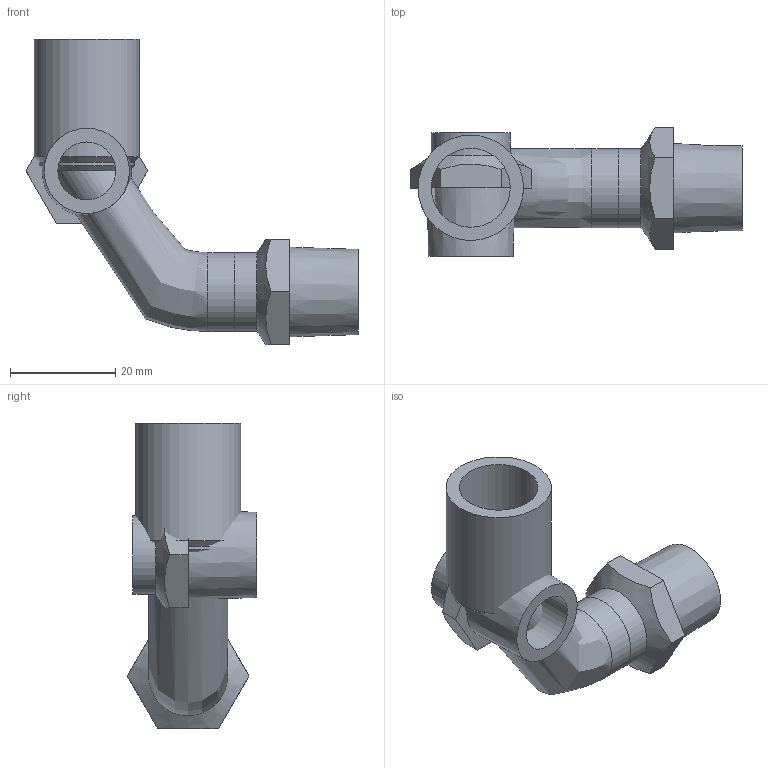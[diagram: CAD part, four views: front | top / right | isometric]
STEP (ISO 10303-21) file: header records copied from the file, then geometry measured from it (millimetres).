
FILE_DESCRIPTION( ( 'Unknown' ), '1' );
FILE_NAME( 'F39R3-8DN15.stp', 'Unknown', ( 'Unknown' ), ( 'Unknown' ), 'PSStep 14.0', 'Unknown', ' ' );
FILE_SCHEMA( ( 'AUTOMOTIVE_DESIGN { 1 0 10303 214 1 1 1 1 }' ) );
Length unit declared in the file: millimetre
Products named in the file (3): Assem1; COD90MHDN15corteGEN; ROSCAM3-8_15GEN
Bounding box: 63.05 x 24.55 x 57.99 mm (x, y, z)
Volume: 19021.5 mm3; surface area: 13699.3 mm2
Topology: 4 solids, 4 shells, 58 faces, 120 edges, 78 vertices
Faces by surface type: plane 28, cylinder 16, cone 10, revolution 4
Full cylindrical faces by diameter (mm): 11 x2, 12 x4, 15 x6, 18 x2, 20 x2
Entity records: 986 total; most frequent: CARTESIAN_POINT 184, DIRECTION 116, ORIENTED_EDGE 78, AXIS2_PLACEMENT_3D 51, EDGE_LOOP 50, FACE_OUTER_BOUND 39, EDGE_CURVE 39, VERTEX_POINT 33
